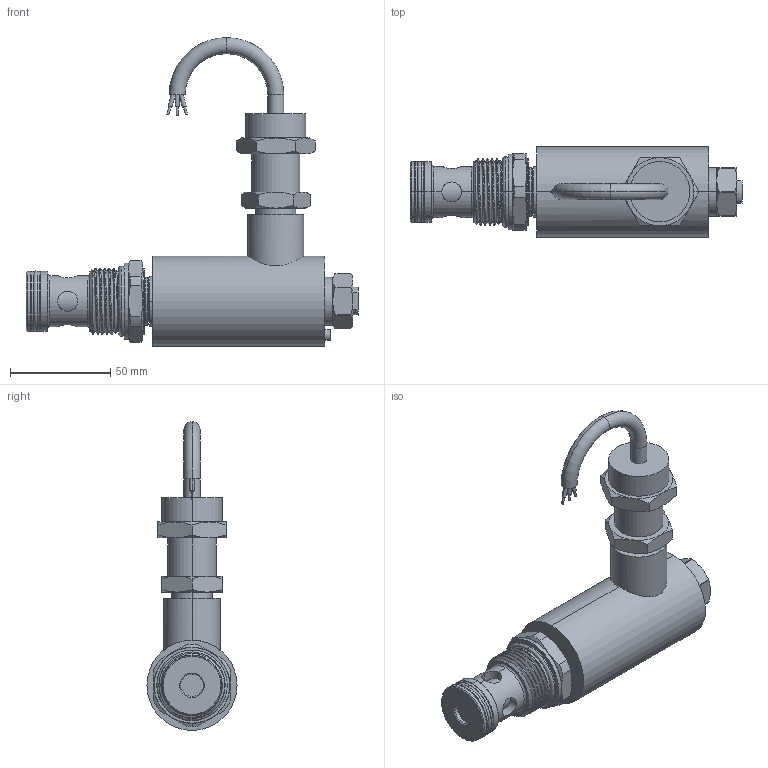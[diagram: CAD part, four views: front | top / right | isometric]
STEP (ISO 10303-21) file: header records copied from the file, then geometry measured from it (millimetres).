
FILE_DESCRIPTION (( 'STEP AP203' ), '1' );
FILE_NAME ('EP21E2E09N.STEP', '2023-11-09T02:00:50', ( '' ), ( '' ), 'SwSTEP 2.0', 'SolidWorks 2018', '' );
FILE_SCHEMA (( 'CONFIG_CONTROL_DESIGN' ));
Length unit declared in the file: millimetre
Products named in the file (1): EP21E2E09N
Bounding box: 165.65 x 45 x 154.07 mm (x, y, z)
Volume: 237935.3 mm3; surface area: 38567.4 mm2
Topology: 2 solids, 2 shells, 276 faces, 641 edges, 397 vertices
Faces by surface type: cylinder 99, cone 78, plane 71, torus 20, bspline 8
Entity records: 15567 total; most frequent: CARTESIAN_POINT 9403, ORIENTED_EDGE 1282, DIRECTION 1268, EDGE_CURVE 641, AXIS2_PLACEMENT_3D 545, VERTEX_POINT 397, EDGE_LOOP 310, ADVANCED_FACE 276
